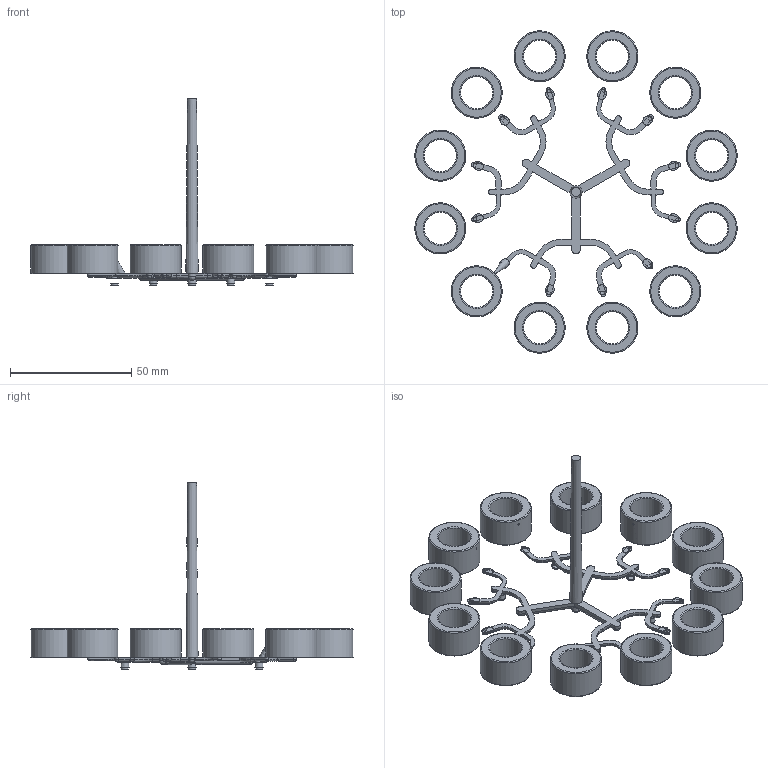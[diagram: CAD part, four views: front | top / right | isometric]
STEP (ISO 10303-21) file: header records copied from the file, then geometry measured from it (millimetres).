
FILE_DESCRIPTION(/* description */ (''),/* implementation_level */ '2;1');
FILE_NAME(/* name */ 'FD_Wz 2408_v1.step',/* time_stamp */ '2024-06-04T15:24:06+02:00',/* author */ (''),/* organization */ (''),/* preprocessor_version */ 'ST-DEVELOPER v20',/* originating_system */ 'Autodesk Translation Framework v13.14.0.145',/* authorisation */ '');
FILE_SCHEMA (('AUTOMOTIVE_DESIGN { 1 0 10303 214 3 1 1 }'));
Length unit declared in the file: millimetre
Products named in the file (1): FD_Wz 2408
Bounding box: 133.04 x 133.04 x 76.95 mm (x, y, z)
Volume: 15296.7 mm3; surface area: 40198.3 mm2
Topology: 1 solids, 1 shells, 598 faces, 1394 edges, 826 vertices
Faces by surface type: plane 201, torus 169, cylinder 130, cone 77, sphere 21
Full cylindrical faces by diameter (mm): 3 x7, 3.1 x6, 13.3 x12, 14.37 x12, 14.75 x12, 19.75 x12, 20.13 x12, 21.07 x12
Entity records: 18079 total; most frequent: CARTESIAN_POINT 3830, DIRECTION 3336, ORIENTED_EDGE 2758, AXIS2_PLACEMENT_3D 1422, EDGE_CURVE 1379, VERTEX_POINT 826, CIRCLE 700, EDGE_LOOP 665
